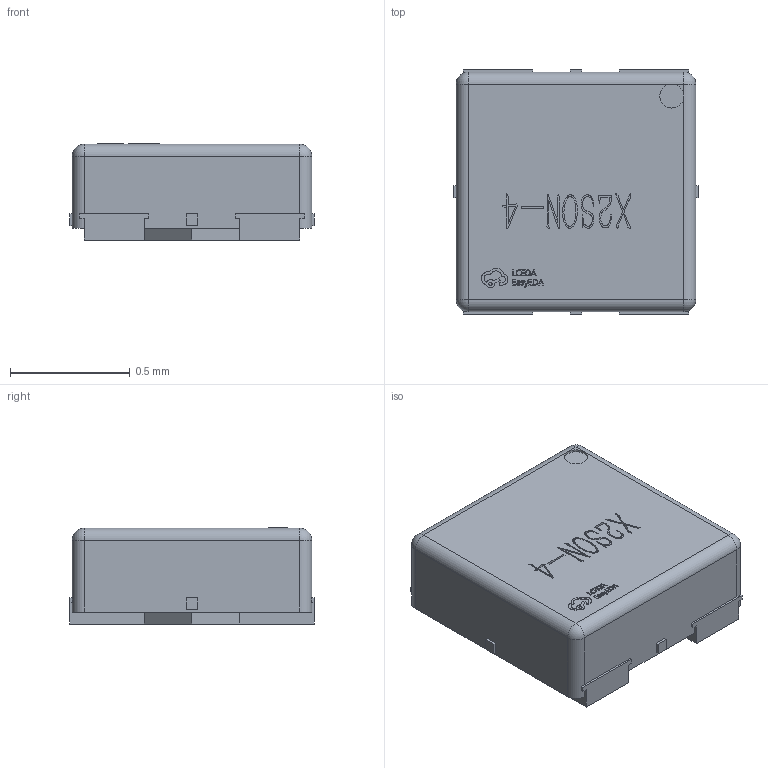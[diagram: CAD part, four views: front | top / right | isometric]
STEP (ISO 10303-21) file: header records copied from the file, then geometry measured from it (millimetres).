
FILE_DESCRIPTION (( 'STEP AP214' ), '1' );
FILE_NAME ('X2SON-4_L1.0-W1.0-H0.4-P0.65-TL-EPSLDPRT.step', '2022-07-26T09:40:32', ( '' ), ( '' ), 'SwSTEP 2.0', 'SolidWorks 2020', '' );
FILE_SCHEMA (( 'AUTOMOTIVE_DESIGN' ));
Length unit declared in the file: millimetre
Products named in the file (1): X2SON-4_L1.0-W1.0-H0.4-P0.65-TL-EPSLDPRT
Bounding box: 1.02 x 1.02 x 0.4 mm (x, y, z)
Volume: 0.4 mm3; surface area: 3.7 mm2
Topology: 14 solids, 14 shells, 587 faces, 1595 edges, 1053 vertices
Faces by surface type: plane 371, bspline 200, cylinder 12, sphere 4
Entity records: 29778 total; most frequent: CARTESIAN_POINT 9720, ORIENTED_EDGE 3182, DIRECTION 1988, EDGE_CURVE 1591, VECTOR 1162, LINE 1162, VERTEX_POINT 1053, EDGE_LOOP 620
